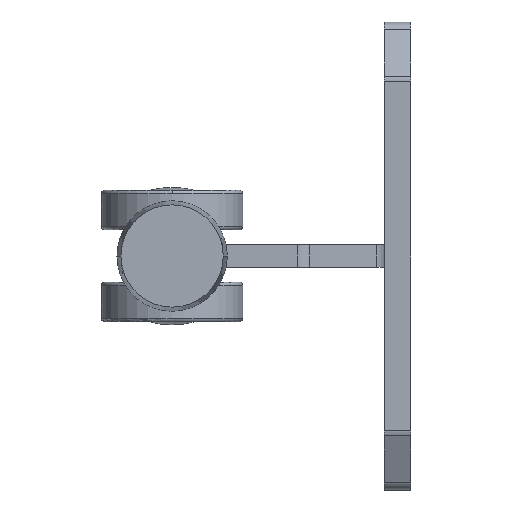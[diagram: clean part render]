
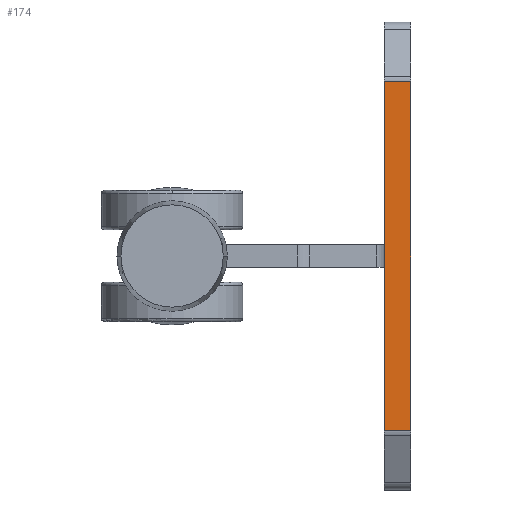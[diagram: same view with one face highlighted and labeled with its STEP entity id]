
A CAD part, left-side view. The second image highlights one B-rep face of the part: STEP entity #174.
In plain terms, the highlighted planar face has unit normal (-1, 0, 0).
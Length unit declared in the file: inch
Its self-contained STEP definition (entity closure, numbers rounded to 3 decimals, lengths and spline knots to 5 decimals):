
#12 = CARTESIAN_POINT ( 'NONE',  ( -0.7874, 0., -1.58004 ) ) ;
#174 = ADVANCED_FACE ( 'NONE', ( #362 ), #2921, .F. ) ;
#362 = FACE_OUTER_BOUND ( 'NONE', #2152, .T. ) ;
#566 = LINE ( 'NONE', #4543, #4391 ) ;
#636 = VERTEX_POINT ( 'NONE', #2886 ) ;
#1005 = CARTESIAN_POINT ( 'NONE',  ( -0.7874, 0., -1.58004 ) ) ;
#1551 = CARTESIAN_POINT ( 'NONE',  ( -0.7874, -0.23622, -1.55385 ) ) ;
#1935 = VERTEX_POINT ( 'NONE', #4812 ) ;
#2152 = EDGE_LOOP ( 'NONE', ( #7005, #6692, #6064, #5345 ) ) ;
#2833 = LINE ( 'NONE', #5454, #5224 ) ;
#2886 = CARTESIAN_POINT ( 'NONE',  ( -0.7874, -0.23622, 1.55385 ) ) ;
#2921 = PLANE ( 'NONE',  #4763 ) ;
#3425 = EDGE_CURVE ( 'NONE', #5115, #636, #566, .T. ) ;
#3434 = EDGE_CURVE ( 'NONE', #1935, #5115, #7695, .T. ) ;
#3500 = CARTESIAN_POINT ( 'NONE',  ( -0.7874, 0., -1.55385 ) ) ;
#3578 = VERTEX_POINT ( 'NONE', #1551 ) ;
#3631 = EDGE_CURVE ( 'NONE', #3578, #636, #2833, .T. ) ;
#4100 = LINE ( 'NONE', #3500, #6244 ) ;
#4163 = DIRECTION ( 'NONE',  ( 0., 0., 1. ) ) ;
#4391 = VECTOR ( 'NONE', #7145, 39.37008 ) ;
#4543 = CARTESIAN_POINT ( 'NONE',  ( -0.7874, 0., 1.55385 ) ) ;
#4763 = AXIS2_PLACEMENT_3D ( 'NONE', #1005, #7450, #5541 ) ;
#4812 = CARTESIAN_POINT ( 'NONE',  ( -0.7874, 0., -1.55385 ) ) ;
#5115 = VERTEX_POINT ( 'NONE', #7654 ) ;
#5224 = VECTOR ( 'NONE', #4163, 39.37008 ) ;
#5345 = ORIENTED_EDGE ( 'NONE', *, *, #8166, .F. ) ;
#5454 = CARTESIAN_POINT ( 'NONE',  ( -0.7874, -0.23622, -2.08661 ) ) ;
#5541 = DIRECTION ( 'NONE',  ( 0., 0., -1. ) ) ;
#6064 = ORIENTED_EDGE ( 'NONE', *, *, #3434, .F. ) ;
#6244 = VECTOR ( 'NONE', #6667, 39.37008 ) ;
#6667 = DIRECTION ( 'NONE',  ( 0., 1., 0. ) ) ;
#6692 = ORIENTED_EDGE ( 'NONE', *, *, #3425, .F. ) ;
#6719 = VECTOR ( 'NONE', #7822, 39.37008 ) ;
#7005 = ORIENTED_EDGE ( 'NONE', *, *, #3631, .T. ) ;
#7145 = DIRECTION ( 'NONE',  ( 0., -1., 0. ) ) ;
#7450 = DIRECTION ( 'NONE',  ( 1., 0., 0. ) ) ;
#7654 = CARTESIAN_POINT ( 'NONE',  ( -0.7874, 0., 1.55385 ) ) ;
#7695 = LINE ( 'NONE', #12, #6719 ) ;
#7822 = DIRECTION ( 'NONE',  ( 0., 0., 1. ) ) ;
#8166 = EDGE_CURVE ( 'NONE', #3578, #1935, #4100, .T. ) ;
